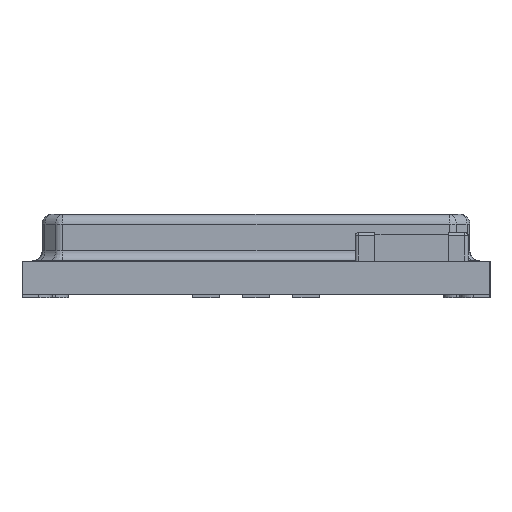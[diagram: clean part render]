
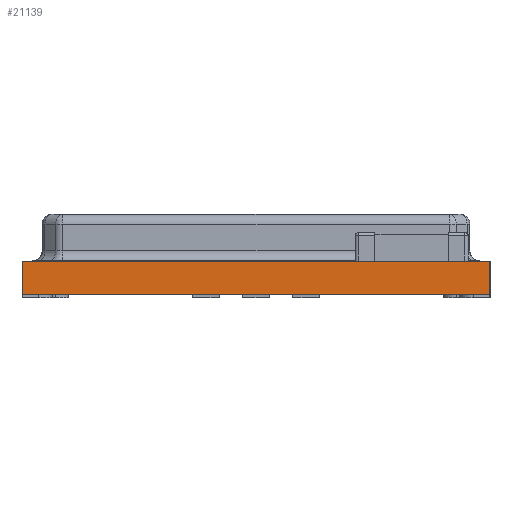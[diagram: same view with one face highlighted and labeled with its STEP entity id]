
A CAD part, left-side view. The second image highlights one B-rep face of the part: STEP entity #21139.
In plain terms, the highlighted planar face has unit normal (-1, 0, 0).
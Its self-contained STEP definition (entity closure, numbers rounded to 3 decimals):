
#487 = EDGE_LOOP ( 'NONE', ( #19729, #11666, #9874, #21634 ) ) ;
#523 = CARTESIAN_POINT ( 'NONE',  ( -7.725, -7., 0. ) ) ;
#1945 = DIRECTION ( 'NONE',  ( 0., 0., 1. ) ) ;
#4087 = CARTESIAN_POINT ( 'NONE',  ( -7.725, 7., 1. ) ) ;
#4206 = FACE_OUTER_BOUND ( 'NONE', #487, .T. ) ;
#5705 = AXIS2_PLACEMENT_3D ( 'NONE', #19456, #6006, #21715 ) ;
#5832 = LINE ( 'NONE', #27583, #28346 ) ;
#6006 = DIRECTION ( 'NONE',  ( 1., 0., 0. ) ) ;
#6776 = VERTEX_POINT ( 'NONE', #20934 ) ;
#7555 = VECTOR ( 'NONE', #25706, 1000. ) ;
#7871 = EDGE_CURVE ( 'NONE', #11027, #11196, #23115, .T. ) ;
#8143 = PLANE ( 'NONE',  #5705 ) ;
#8592 = DIRECTION ( 'NONE',  ( 0., 0., 1. ) ) ;
#8867 = VERTEX_POINT ( 'NONE', #523 ) ;
#9874 = ORIENTED_EDGE ( 'NONE', *, *, #7871, .F. ) ;
#10147 = EDGE_CURVE ( 'NONE', #8867, #6776, #14728, .T. ) ;
#11027 = VERTEX_POINT ( 'NONE', #21036 ) ;
#11048 = CARTESIAN_POINT ( 'NONE',  ( -7.725, -7., 1. ) ) ;
#11196 = VERTEX_POINT ( 'NONE', #21619 ) ;
#11666 = ORIENTED_EDGE ( 'NONE', *, *, #28363, .F. ) ;
#14728 = LINE ( 'NONE', #11048, #26001 ) ;
#16636 = CARTESIAN_POINT ( 'NONE',  ( -7.725, 0., 0. ) ) ;
#19456 = CARTESIAN_POINT ( 'NONE',  ( -7.725, 0., 1. ) ) ;
#19536 = LINE ( 'NONE', #16636, #7555 ) ;
#19729 = ORIENTED_EDGE ( 'NONE', *, *, #10147, .T. ) ;
#20878 = DIRECTION ( 'NONE',  ( 0., -1., 0. ) ) ;
#20934 = CARTESIAN_POINT ( 'NONE',  ( -7.725, -7., 1. ) ) ;
#21036 = CARTESIAN_POINT ( 'NONE',  ( -7.725, 7., 0. ) ) ;
#21139 = ADVANCED_FACE ( 'NONE', ( #4206 ), #8143, .F. ) ;
#21619 = CARTESIAN_POINT ( 'NONE',  ( -7.725, 7., 1. ) ) ;
#21634 = ORIENTED_EDGE ( 'NONE', *, *, #28447, .T. ) ;
#21715 = DIRECTION ( 'NONE',  ( 0., 1., 0. ) ) ;
#23115 = LINE ( 'NONE', #4087, #28398 ) ;
#25706 = DIRECTION ( 'NONE',  ( 0., -1., 0. ) ) ;
#26001 = VECTOR ( 'NONE', #1945, 1000. ) ;
#27583 = CARTESIAN_POINT ( 'NONE',  ( -7.725, 0., 1. ) ) ;
#28346 = VECTOR ( 'NONE', #20878, 1000. ) ;
#28363 = EDGE_CURVE ( 'NONE', #11196, #6776, #5832, .T. ) ;
#28398 = VECTOR ( 'NONE', #8592, 1000. ) ;
#28447 = EDGE_CURVE ( 'NONE', #11027, #8867, #19536, .T. ) ;
